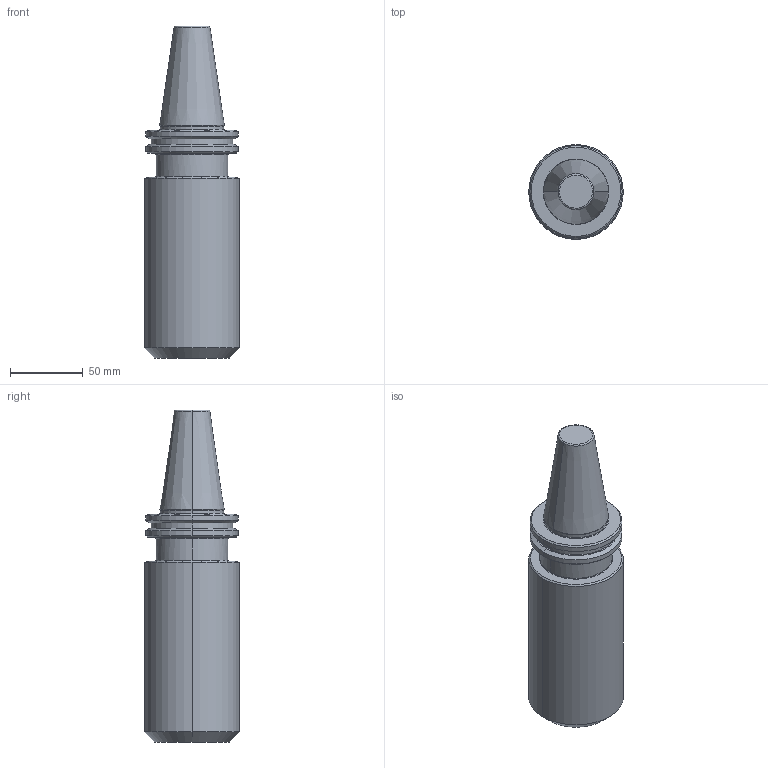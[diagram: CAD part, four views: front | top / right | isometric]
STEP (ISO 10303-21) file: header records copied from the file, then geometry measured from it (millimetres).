
FILE_DESCRIPTION (( 'STEP AP203' ), '1' );
FILE_NAME ('SK40 WE25 160 AD-6.3G15000 SL.STEP', '2019-04-27T10:22:56', ( '' ), ( '' ), 'SwSTEP 2.0', 'SolidWorks 2014', '' );
FILE_SCHEMA (( 'CONFIG_CONTROL_DESIGN' ));
Length unit declared in the file: millimetre
Products named in the file (1): SK40 WE25 160 AD-6.3G15000 SL
Bounding box: 65 x 65 x 228.4 mm (x, y, z)
Volume: 557083.3 mm3; surface area: 46592.2 mm2
Topology: 1 solids, 1 shells, 44 faces, 93 edges, 56 vertices
Faces by surface type: cone 16, cylinder 12, plane 8, bspline 7, torus 1
Entity records: 1993 total; most frequent: CARTESIAN_POINT 976, DIRECTION 211, ORIENTED_EDGE 186, EDGE_CURVE 93, AXIS2_PLACEMENT_3D 91, VERTEX_POINT 56, CIRCLE 53, EDGE_LOOP 49
